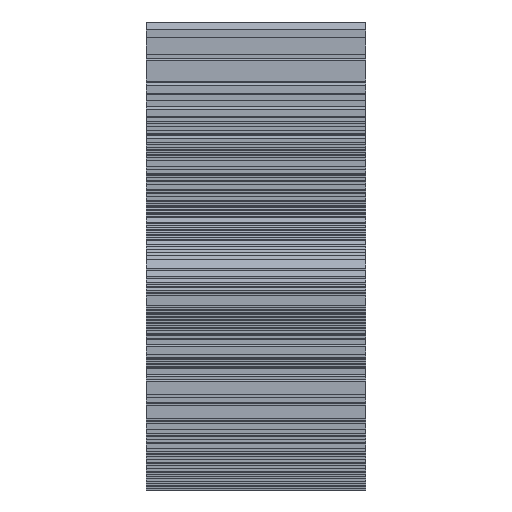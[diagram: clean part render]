
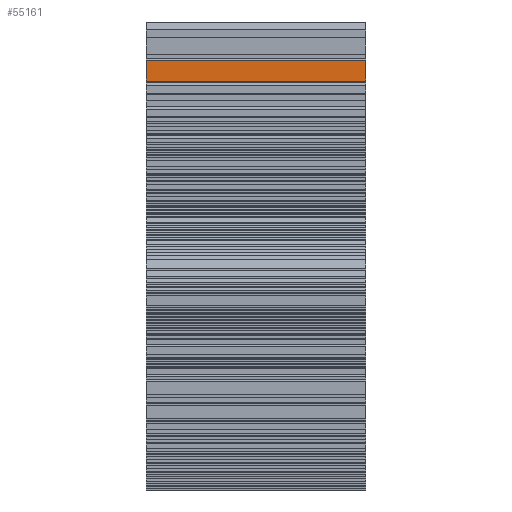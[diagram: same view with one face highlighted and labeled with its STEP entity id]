
A CAD part, left-side view. The second image highlights one B-rep face of the part: STEP entity #55161.
In plain terms, the highlighted planar face has unit normal (-1, 0, 0).
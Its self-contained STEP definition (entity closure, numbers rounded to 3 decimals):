
#72 = PLANE('',#73);
#73 = AXIS2_PLACEMENT_3D('',#74,#75,#76);
#74 = CARTESIAN_POINT('',(31.379,8.,14.914));
#75 = DIRECTION('',(0.,1.,0.));
#76 = DIRECTION('',(0.,0.,1.));
#126 = PLANE('',#127);
#127 = AXIS2_PLACEMENT_3D('',#128,#129,#130);
#128 = CARTESIAN_POINT('',(31.379,0.,14.914));
#129 = DIRECTION('',(0.,1.,0.));
#130 = DIRECTION('',(0.,0.,1.));
#55053 = PLANE('',#55054);
#55054 = AXIS2_PLACEMENT_3D('',#55055,#55056,#55057);
#55055 = CARTESIAN_POINT('',(25.513,0.,22.142));
#55056 = DIRECTION('',(-0.797,0.,0.604));
#55057 = DIRECTION('',(-0.604,0.,-0.797));
#55091 = VERTEX_POINT('',#55092);
#55092 = CARTESIAN_POINT('',(25.462,8.,22.074));
#55113 = EDGE_CURVE('',#55114,#55091,#55116,.T.);
#55114 = VERTEX_POINT('',#55115);
#55115 = CARTESIAN_POINT('',(25.462,0.,22.074));
#55116 = SURFACE_CURVE('',#55117,(#55121,#55128),.PCURVE_S1.);
#55117 = LINE('',#55118,#55119);
#55118 = CARTESIAN_POINT('',(25.462,0.,22.074));
#55119 = VECTOR('',#55120,1.);
#55120 = DIRECTION('',(0.,1.,0.));
#55121 = PCURVE('',#55053,#55122);
#55122 = DEFINITIONAL_REPRESENTATION('',(#55123),#55127);
#55123 = LINE('',#55124,#55125);
#55124 = CARTESIAN_POINT('',(0.085,0.));
#55125 = VECTOR('',#55126,1.);
#55126 = DIRECTION('',(0.,-1.));
#55127 = ( GEOMETRIC_REPRESENTATION_CONTEXT(2) 
PARAMETRIC_REPRESENTATION_CONTEXT() REPRESENTATION_CONTEXT('2D SPACE',''
  ) );
#55128 = PCURVE('',#55129,#55134);
#55129 = PLANE('',#55130);
#55130 = AXIS2_PLACEMENT_3D('',#55131,#55132,#55133);
#55131 = CARTESIAN_POINT('',(25.462,0.,22.074));
#55132 = DIRECTION('',(-1.,0.,0.));
#55133 = DIRECTION('',(0.,0.,-1.));
#55134 = DEFINITIONAL_REPRESENTATION('',(#55135),#55139);
#55135 = LINE('',#55136,#55137);
#55136 = CARTESIAN_POINT('',(0.,0.));
#55137 = VECTOR('',#55138,1.);
#55138 = DIRECTION('',(0.,-1.));
#55139 = ( GEOMETRIC_REPRESENTATION_CONTEXT(2) 
PARAMETRIC_REPRESENTATION_CONTEXT() REPRESENTATION_CONTEXT('2D SPACE',''
  ) );
#55161 = ADVANCED_FACE('',(#55162),#55129,.T.);
#55162 = FACE_BOUND('',#55163,.T.);
#55163 = EDGE_LOOP('',(#55164,#55165,#55188,#55216));
#55164 = ORIENTED_EDGE('',*,*,#55113,.T.);
#55165 = ORIENTED_EDGE('',*,*,#55166,.T.);
#55166 = EDGE_CURVE('',#55091,#55167,#55169,.T.);
#55167 = VERTEX_POINT('',#55168);
#55168 = CARTESIAN_POINT('',(25.462,8.,21.318));
#55169 = SURFACE_CURVE('',#55170,(#55174,#55181),.PCURVE_S1.);
#55170 = LINE('',#55171,#55172);
#55171 = CARTESIAN_POINT('',(25.462,8.,22.074));
#55172 = VECTOR('',#55173,1.);
#55173 = DIRECTION('',(0.,0.,-1.));
#55174 = PCURVE('',#55129,#55175);
#55175 = DEFINITIONAL_REPRESENTATION('',(#55176),#55180);
#55176 = LINE('',#55177,#55178);
#55177 = CARTESIAN_POINT('',(0.,-8.));
#55178 = VECTOR('',#55179,1.);
#55179 = DIRECTION('',(1.,0.));
#55180 = ( GEOMETRIC_REPRESENTATION_CONTEXT(2) 
PARAMETRIC_REPRESENTATION_CONTEXT() REPRESENTATION_CONTEXT('2D SPACE',''
  ) );
#55181 = PCURVE('',#72,#55182);
#55182 = DEFINITIONAL_REPRESENTATION('',(#55183),#55187);
#55183 = LINE('',#55184,#55185);
#55184 = CARTESIAN_POINT('',(7.16,-5.917));
#55185 = VECTOR('',#55186,1.);
#55186 = DIRECTION('',(-1.,0.));
#55187 = ( GEOMETRIC_REPRESENTATION_CONTEXT(2) 
PARAMETRIC_REPRESENTATION_CONTEXT() REPRESENTATION_CONTEXT('2D SPACE',''
  ) );
#55188 = ORIENTED_EDGE('',*,*,#55189,.F.);
#55189 = EDGE_CURVE('',#55190,#55167,#55192,.T.);
#55190 = VERTEX_POINT('',#55191);
#55191 = CARTESIAN_POINT('',(25.462,0.,21.318));
#55192 = SURFACE_CURVE('',#55193,(#55197,#55204),.PCURVE_S1.);
#55193 = LINE('',#55194,#55195);
#55194 = CARTESIAN_POINT('',(25.462,0.,21.318));
#55195 = VECTOR('',#55196,1.);
#55196 = DIRECTION('',(0.,1.,0.));
#55197 = PCURVE('',#55129,#55198);
#55198 = DEFINITIONAL_REPRESENTATION('',(#55199),#55203);
#55199 = LINE('',#55200,#55201);
#55200 = CARTESIAN_POINT('',(0.756,0.));
#55201 = VECTOR('',#55202,1.);
#55202 = DIRECTION('',(0.,-1.));
#55203 = ( GEOMETRIC_REPRESENTATION_CONTEXT(2) 
PARAMETRIC_REPRESENTATION_CONTEXT() REPRESENTATION_CONTEXT('2D SPACE',''
  ) );
#55204 = PCURVE('',#55205,#55210);
#55205 = PLANE('',#55206);
#55206 = AXIS2_PLACEMENT_3D('',#55207,#55208,#55209);
#55207 = CARTESIAN_POINT('',(25.516,0.,21.318));
#55208 = DIRECTION('',(0.,0.,1.));
#55209 = DIRECTION('',(-1.,0.,0.));
#55210 = DEFINITIONAL_REPRESENTATION('',(#55211),#55215);
#55211 = LINE('',#55212,#55213);
#55212 = CARTESIAN_POINT('',(0.054,0.));
#55213 = VECTOR('',#55214,1.);
#55214 = DIRECTION('',(0.,-1.));
#55215 = ( GEOMETRIC_REPRESENTATION_CONTEXT(2) 
PARAMETRIC_REPRESENTATION_CONTEXT() REPRESENTATION_CONTEXT('2D SPACE',''
  ) );
#55216 = ORIENTED_EDGE('',*,*,#55217,.F.);
#55217 = EDGE_CURVE('',#55114,#55190,#55218,.T.);
#55218 = SURFACE_CURVE('',#55219,(#55223,#55230),.PCURVE_S1.);
#55219 = LINE('',#55220,#55221);
#55220 = CARTESIAN_POINT('',(25.462,0.,22.074));
#55221 = VECTOR('',#55222,1.);
#55222 = DIRECTION('',(0.,0.,-1.));
#55223 = PCURVE('',#55129,#55224);
#55224 = DEFINITIONAL_REPRESENTATION('',(#55225),#55229);
#55225 = LINE('',#55226,#55227);
#55226 = CARTESIAN_POINT('',(0.,0.));
#55227 = VECTOR('',#55228,1.);
#55228 = DIRECTION('',(1.,0.));
#55229 = ( GEOMETRIC_REPRESENTATION_CONTEXT(2) 
PARAMETRIC_REPRESENTATION_CONTEXT() REPRESENTATION_CONTEXT('2D SPACE',''
  ) );
#55230 = PCURVE('',#126,#55231);
#55231 = DEFINITIONAL_REPRESENTATION('',(#55232),#55236);
#55232 = LINE('',#55233,#55234);
#55233 = CARTESIAN_POINT('',(7.16,-5.917));
#55234 = VECTOR('',#55235,1.);
#55235 = DIRECTION('',(-1.,0.));
#55236 = ( GEOMETRIC_REPRESENTATION_CONTEXT(2) 
PARAMETRIC_REPRESENTATION_CONTEXT() REPRESENTATION_CONTEXT('2D SPACE',''
  ) );
